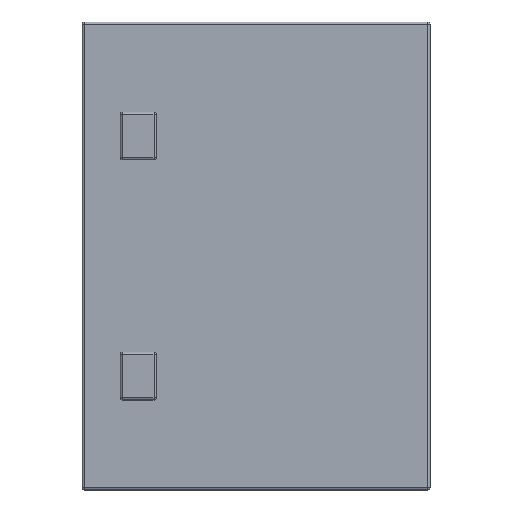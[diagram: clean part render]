
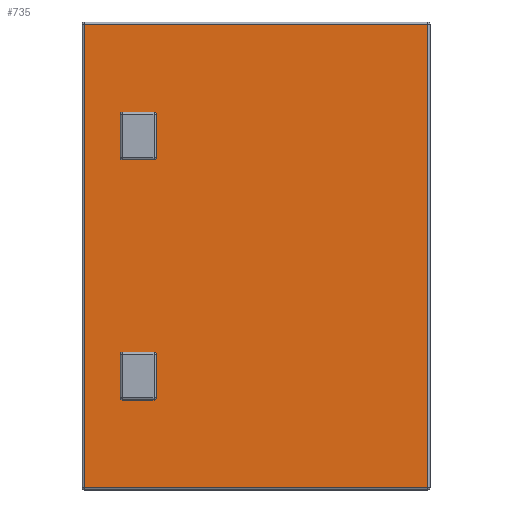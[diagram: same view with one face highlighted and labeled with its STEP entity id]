
A CAD part, front view. The second image highlights one B-rep face of the part: STEP entity #735.
In plain terms, the highlighted planar face has unit normal (0, -1, 0).
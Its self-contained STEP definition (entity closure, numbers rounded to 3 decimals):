
#53 = CARTESIAN_POINT ( 'NONE',  ( 0., 0., 0. ) ) ;
#62 = CARTESIAN_POINT ( 'NONE',  ( 2., 0., -390. ) ) ;
#112 = EDGE_CURVE ( 'NONE', #350, #433, #1205, .T. ) ;
#137 = CARTESIAN_POINT ( 'NONE',  ( 290., 0., -388. ) ) ;
#192 = DIRECTION ( 'NONE',  ( 0., -1., 0. ) ) ;
#273 = VECTOR ( 'NONE', #700, 1000. ) ;
#287 = ORIENTED_EDGE ( 'NONE', *, *, #1485, .T. ) ;
#316 = PLANE ( 'NONE',  #1537 ) ;
#350 = VERTEX_POINT ( 'NONE', #1383 ) ;
#406 = ORIENTED_EDGE ( 'NONE', *, *, #754, .T. ) ;
#433 = VERTEX_POINT ( 'NONE', #779 ) ;
#451 = CARTESIAN_POINT ( 'NONE',  ( 288., 0., -2. ) ) ;
#465 = FACE_OUTER_BOUND ( 'NONE', #1604, .T. ) ;
#700 = DIRECTION ( 'NONE',  ( 1., 0., 0. ) ) ;
#735 = ADVANCED_FACE ( 'NONE', ( #465 ), #316, .T. ) ;
#754 = EDGE_CURVE ( 'NONE', #870, #350, #1545, .T. ) ;
#779 = CARTESIAN_POINT ( 'NONE',  ( 288., 0., -388. ) ) ;
#870 = VERTEX_POINT ( 'NONE', #1552 ) ;
#936 = ORIENTED_EDGE ( 'NONE', *, *, #1221, .T. ) ;
#961 = LINE ( 'NONE', #1059, #1346 ) ;
#1006 = DIRECTION ( 'NONE',  ( 0., 0., 1. ) ) ;
#1054 = ORIENTED_EDGE ( 'NONE', *, *, #112, .T. ) ;
#1059 = CARTESIAN_POINT ( 'NONE',  ( 0., 0., -2. ) ) ;
#1132 = LINE ( 'NONE', #1562, #1742 ) ;
#1205 = LINE ( 'NONE', #137, #273 ) ;
#1221 = EDGE_CURVE ( 'NONE', #1720, #870, #961, .T. ) ;
#1223 = DIRECTION ( 'NONE',  ( -1., 0., 0. ) ) ;
#1346 = VECTOR ( 'NONE', #1223, 1000. ) ;
#1383 = CARTESIAN_POINT ( 'NONE',  ( 2., 0., -388. ) ) ;
#1388 = DIRECTION ( 'NONE',  ( 0., 0., -1. ) ) ;
#1397 = DIRECTION ( 'NONE',  ( 0., 0., -1. ) ) ;
#1485 = EDGE_CURVE ( 'NONE', #433, #1720, #1132, .T. ) ;
#1537 = AXIS2_PLACEMENT_3D ( 'NONE', #53, #192, #1397 ) ;
#1545 = LINE ( 'NONE', #62, #1733 ) ;
#1552 = CARTESIAN_POINT ( 'NONE',  ( 2., 0., -2. ) ) ;
#1562 = CARTESIAN_POINT ( 'NONE',  ( 288., 0., 0. ) ) ;
#1604 = EDGE_LOOP ( 'NONE', ( #287, #936, #406, #1054 ) ) ;
#1720 = VERTEX_POINT ( 'NONE', #451 ) ;
#1733 = VECTOR ( 'NONE', #1388, 1000. ) ;
#1742 = VECTOR ( 'NONE', #1006, 1000. ) ;
